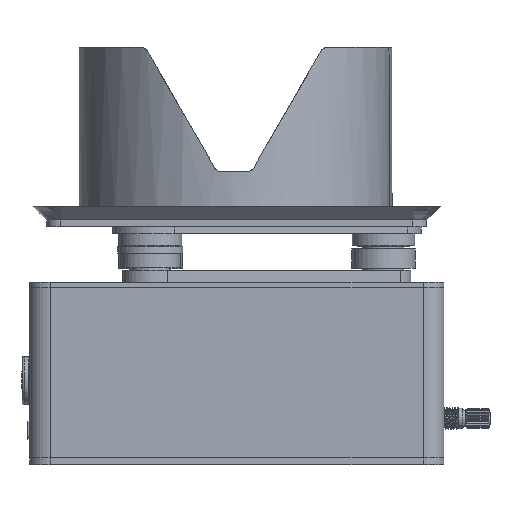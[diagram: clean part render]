
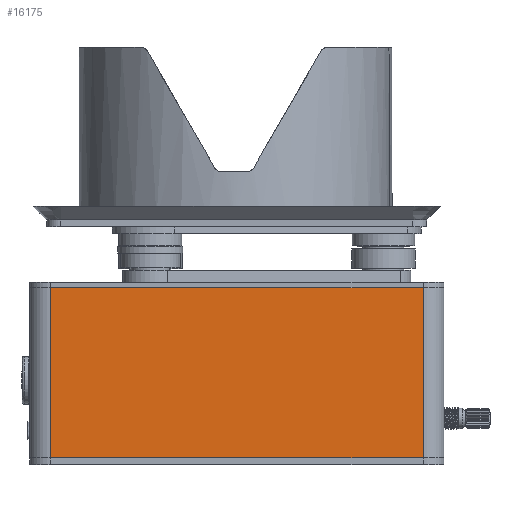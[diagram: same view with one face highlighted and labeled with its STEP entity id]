
A CAD part, left-side view. The second image highlights one B-rep face of the part: STEP entity #16175.
In plain terms, the highlighted planar face has unit normal (-1, 0, 0).
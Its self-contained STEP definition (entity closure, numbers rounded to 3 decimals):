
#2343=FACE_OUTER_BOUND('',#3341,.T.);
#3341=EDGE_LOOP('',(#12212,#12213,#12214,#12215));
#4599=LINE('',#27452,#5847);
#4608=LINE('',#27484,#5856);
#4609=LINE('',#27486,#5857);
#4610=LINE('',#27487,#5858);
#5847=VECTOR('',#19066,10.);
#5856=VECTOR('',#19101,10.);
#5857=VECTOR('',#19104,10.);
#5858=VECTOR('',#19105,10.);
#7237=VERTEX_POINT('',#27449);
#7238=VERTEX_POINT('',#27451);
#7247=VERTEX_POINT('',#27480);
#7248=VERTEX_POINT('',#27482);
#9057=EDGE_CURVE('',#7237,#7238,#4599,.T.);
#9073=EDGE_CURVE('',#7247,#7248,#4608,.T.);
#9074=EDGE_CURVE('',#7237,#7247,#4609,.T.);
#9075=EDGE_CURVE('',#7238,#7248,#4610,.T.);
#12212=ORIENTED_EDGE('',*,*,#9074,.T.);
#12213=ORIENTED_EDGE('',*,*,#9073,.T.);
#12214=ORIENTED_EDGE('',*,*,#9075,.F.);
#12215=ORIENTED_EDGE('',*,*,#9057,.F.);
#15508=PLANE('',#17201);
#16175=ADVANCED_FACE('',(#2343),#15508,.T.);
#17201=AXIS2_PLACEMENT_3D('',#27485,#19102,#19103);
#19066=DIRECTION('',(0.,0.,1.));
#19101=DIRECTION('',(0.,0.,1.));
#19102=DIRECTION('center_axis',(-1.,0.,0.));
#19103=DIRECTION('ref_axis',(0.,-1.,0.));
#19104=DIRECTION('',(0.,-1.,0.));
#19105=DIRECTION('',(0.,-1.,0.));
#27449=CARTESIAN_POINT('',(-110.,54.,2.));
#27451=CARTESIAN_POINT('',(-110.,54.,51.3));
#27452=CARTESIAN_POINT('',(-110.,54.,2.));
#27480=CARTESIAN_POINT('',(-110.,-54.,2.));
#27482=CARTESIAN_POINT('',(-110.,-54.,51.3));
#27484=CARTESIAN_POINT('',(-110.,-54.,2.));
#27485=CARTESIAN_POINT('Origin',(-110.,54.,2.));
#27486=CARTESIAN_POINT('',(-110.,54.,2.));
#27487=CARTESIAN_POINT('',(-110.,54.,51.3));
